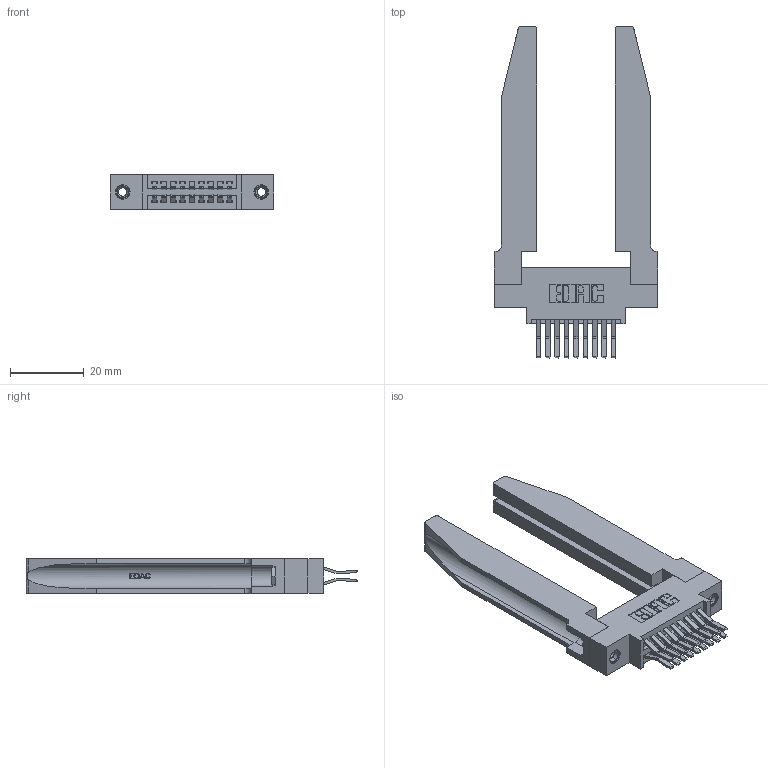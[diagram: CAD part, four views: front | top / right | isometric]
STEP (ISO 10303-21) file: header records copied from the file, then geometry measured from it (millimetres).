
FILE_DESCRIPTION (( 'STEP AP203' ), '1' );
FILE_NAME ('345-018-560-878.STEP', '2019-10-27T07:26:23', ( '' ), ( '' ), 'SwSTEP 2.0', 'SolidWorks 2016', '' );
FILE_SCHEMA (( 'CONFIG_CONTROL_DESIGN' ));
Length unit declared in the file: inch
Products named in the file (5): 345-220-078_345-220-078; 345-250-001_345-250-001-102; 345-018-560-878; 345-292-001_560 Tail; 345 Part_0.170 Offset - 0.156 Dia-TH
Assembly tree (23 placements, depth 2):
  345-018-560-878
    345 Part_0.170 Offset - 0.156 Dia-TH
    345-292-001_560 Tail  x18
    345-250-001_345-250-001-102  x2
    345-220-078_345-220-078  x2
Bounding box: 44.09 x 89.72 x 9.4 mm (x, y, z)
Volume: 11752.1 mm3; surface area: 12531.8 mm2
Topology: 23 solids, 23 shells, 1300 faces, 3751 edges, 2466 vertices
Faces by surface type: plane 820, cylinder 428, bspline 36, cone 12, torus 4
Entity records: 16464 total; most frequent: CARTESIAN_POINT 3711, ORIENTED_EDGE 2542, DIRECTION 2309, EDGE_CURVE 1271, LINE 1005, VECTOR 1005, VERTEX_POINT 840, AXIS2_PLACEMENT_3D 652
